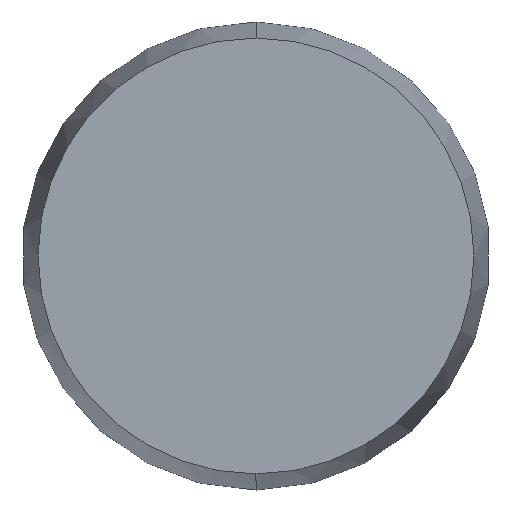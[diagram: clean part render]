
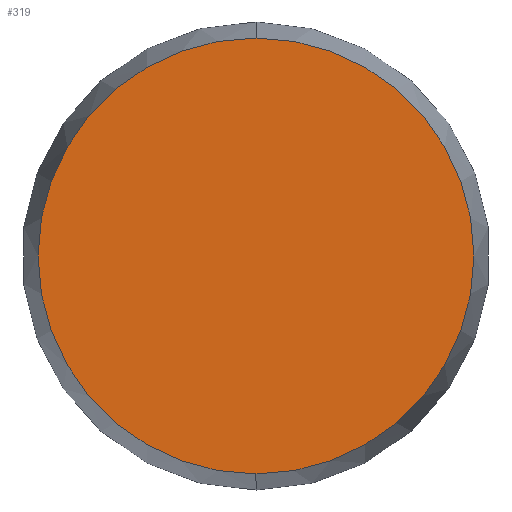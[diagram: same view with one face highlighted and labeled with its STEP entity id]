
A CAD part, left-side view. The second image highlights one B-rep face of the part: STEP entity #319.
In plain terms, the highlighted planar face has unit normal (-1, 0, 0).
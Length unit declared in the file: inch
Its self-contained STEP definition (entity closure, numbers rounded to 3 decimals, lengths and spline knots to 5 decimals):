
#20 = CARTESIAN_POINT ( 'NONE',  ( 0., 0., -0.0181 ) ) ;
#44 = EDGE_CURVE ( 'NONE', #391, #171, #368, .T. ) ;
#143 = DIRECTION ( 'NONE',  ( 0., 0., 1. ) ) ;
#148 = EDGE_CURVE ( 'NONE', #171, #391, #153, .T. ) ;
#153 = CIRCLE ( 'NONE', #432, 0.0181 ) ;
#171 = VERTEX_POINT ( 'NONE', #20 ) ;
#175 = CARTESIAN_POINT ( 'NONE',  ( 0., 0., 0.0181 ) ) ;
#209 = ORIENTED_EDGE ( 'NONE', *, *, #44, .T. ) ;
#213 = ORIENTED_EDGE ( 'NONE', *, *, #148, .T. ) ;
#244 = DIRECTION ( 'NONE',  ( 0., 0., 1. ) ) ;
#246 = DIRECTION ( 'NONE',  ( -1., 0., 0. ) ) ;
#254 = DIRECTION ( 'NONE',  ( 0., 0., -1. ) ) ;
#264 = FACE_OUTER_BOUND ( 'NONE', #330, .T. ) ;
#268 = DIRECTION ( 'NONE',  ( 1., 0., 0. ) ) ;
#277 = CARTESIAN_POINT ( 'NONE',  ( 0., 0., 0. ) ) ;
#286 = AXIS2_PLACEMENT_3D ( 'NONE', #277, #246, #244 ) ;
#299 = PLANE ( 'NONE',  #423 ) ;
#319 = ADVANCED_FACE ( 'NONE', ( #264 ), #299, .F. ) ;
#330 = EDGE_LOOP ( 'NONE', ( #209, #213 ) ) ;
#341 = CARTESIAN_POINT ( 'NONE',  ( 0., 0., 0. ) ) ;
#368 = CIRCLE ( 'NONE', #286, 0.0181 ) ;
#383 = DIRECTION ( 'NONE',  ( -1., 0., 0. ) ) ;
#391 = VERTEX_POINT ( 'NONE', #175 ) ;
#423 = AXIS2_PLACEMENT_3D ( 'NONE', #341, #268, #254 ) ;
#432 = AXIS2_PLACEMENT_3D ( 'NONE', #440, #383, #143 ) ;
#440 = CARTESIAN_POINT ( 'NONE',  ( 0., 0., 0. ) ) ;
